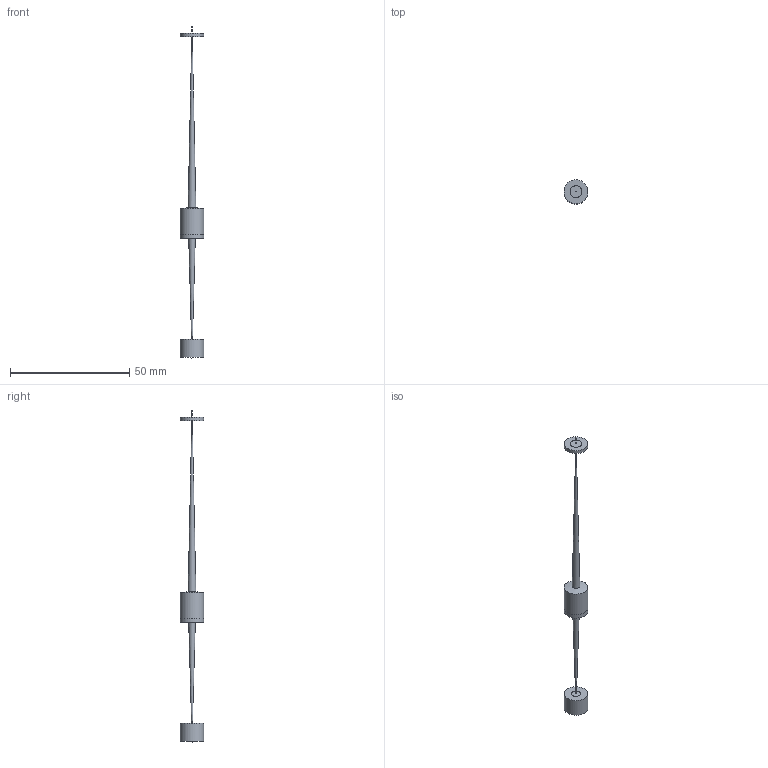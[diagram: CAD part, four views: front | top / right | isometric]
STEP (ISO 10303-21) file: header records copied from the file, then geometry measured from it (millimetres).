
FILE_DESCRIPTION ((), '1');
FILE_NAME ('ngs_63_relay_rev8.STP', '2010-03-24T19:13:52', ('Unknown'), ('Unknown'), 'HarmonyWare STEP v1.4.2', 'HarmonyWare Translators', '');
FILE_SCHEMA (('CONFIG_CONTROL_DESIGN'));
Length unit declared in the file: millimetre
Products named in the file (12): product-name
Bounding box: 9.99 x 10 x 139.36 mm (x, y, z)
Volume: 2077.4 mm3; surface area: 2096.3 mm2
Topology: 12 solids, 12 shells, 142 faces, 383 edges, 146 vertices
Faces by surface type: bspline 128, sphere 6, plane 4, cylinder 4
Full cylindrical faces by diameter (mm): 10 x4
Entity records: 5012 total; most frequent: CARTESIAN_POINT 2098, ORIENTED_EDGE 524, EDGE_CURVE 262, B_SPLINE_CURVE_WITH_KNOTS 252, VERTEX_POINT 146, EDGE_LOOP 144, FACE_OUTER_BOUND 142, ADVANCED_FACE 142
